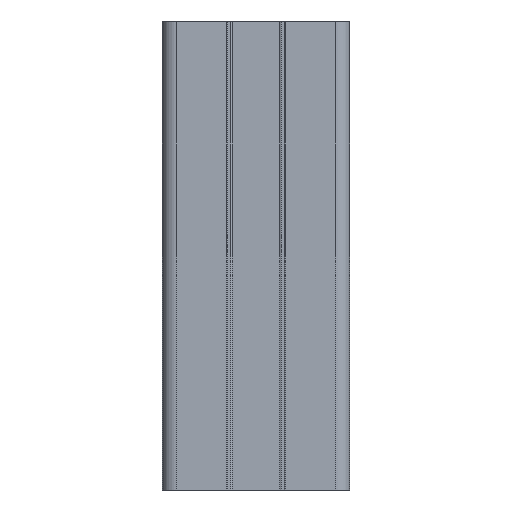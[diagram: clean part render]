
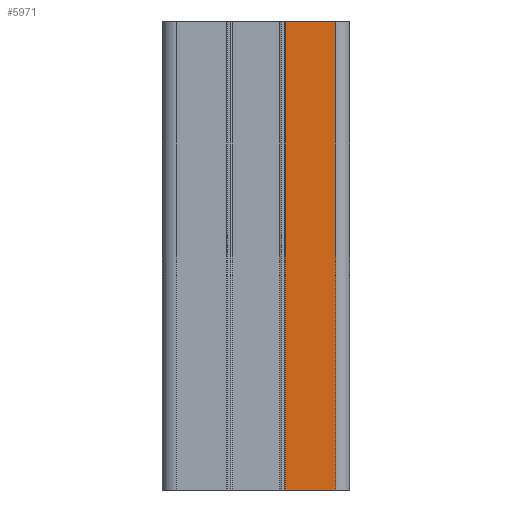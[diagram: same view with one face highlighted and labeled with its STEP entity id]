
A CAD part, left-side view. The second image highlights one B-rep face of the part: STEP entity #5971.
In plain terms, the highlighted planar face has unit normal (-1, 0, 0).
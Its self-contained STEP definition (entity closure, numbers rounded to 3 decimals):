
#41=PLANE('',#6463);
#265=FACE_OUTER_BOUND('',#589,.T.);
#589=EDGE_LOOP('',(#4709,#4710,#4711,#4712));
#882=LINE('',#8482,#1610);
#1228=LINE('',#9459,#1956);
#1323=LINE('',#9718,#2051);
#1325=LINE('',#9721,#2053);
#1610=VECTOR('',#6770,10.7);
#1956=VECTOR('',#7408,10.7);
#2051=VECTOR('',#7603,100.);
#2053=VECTOR('',#7607,100.);
#2523=VERTEX_POINT('',#8478);
#2525=VERTEX_POINT('',#8481);
#2828=VERTEX_POINT('',#9093);
#3010=VERTEX_POINT('',#9457);
#3133=EDGE_CURVE('',#2523,#2525,#882,.T.);
#3622=EDGE_CURVE('',#3010,#2828,#1228,.T.);
#3755=EDGE_CURVE('',#2828,#2523,#1323,.T.);
#3757=EDGE_CURVE('',#2525,#3010,#1325,.T.);
#4709=ORIENTED_EDGE('',*,*,#3755,.F.);
#4710=ORIENTED_EDGE('',*,*,#3622,.F.);
#4711=ORIENTED_EDGE('',*,*,#3757,.F.);
#4712=ORIENTED_EDGE('',*,*,#3133,.F.);
#5971=ADVANCED_FACE('',(#265),#41,.T.);
#6463=AXIS2_PLACEMENT_3D('',#9720,#7605,#7606);
#6770=DIRECTION('',(0.,-1.,0.));
#7408=DIRECTION('',(0.,1.,0.));
#7603=DIRECTION('',(0.,0.,1.));
#7605=DIRECTION('center_axis',(-1.,0.,0.));
#7606=DIRECTION('ref_axis',(0.,-1.,0.));
#7607=DIRECTION('',(0.,0.,-1.));
#8478=CARTESIAN_POINT('',(-60.,-6.3,100.));
#8481=CARTESIAN_POINT('',(-60.,-17.,100.));
#8482=CARTESIAN_POINT('',(-60.,-20.,100.));
#9093=CARTESIAN_POINT('',(-60.,-6.3,0.));
#9457=CARTESIAN_POINT('',(-60.,-17.,0.));
#9459=CARTESIAN_POINT('',(-60.,-20.,0.));
#9718=CARTESIAN_POINT('',(-60.,-6.3,50.));
#9720=CARTESIAN_POINT('Origin',(-60.,20.,0.));
#9721=CARTESIAN_POINT('',(-60.,-17.,0.));
